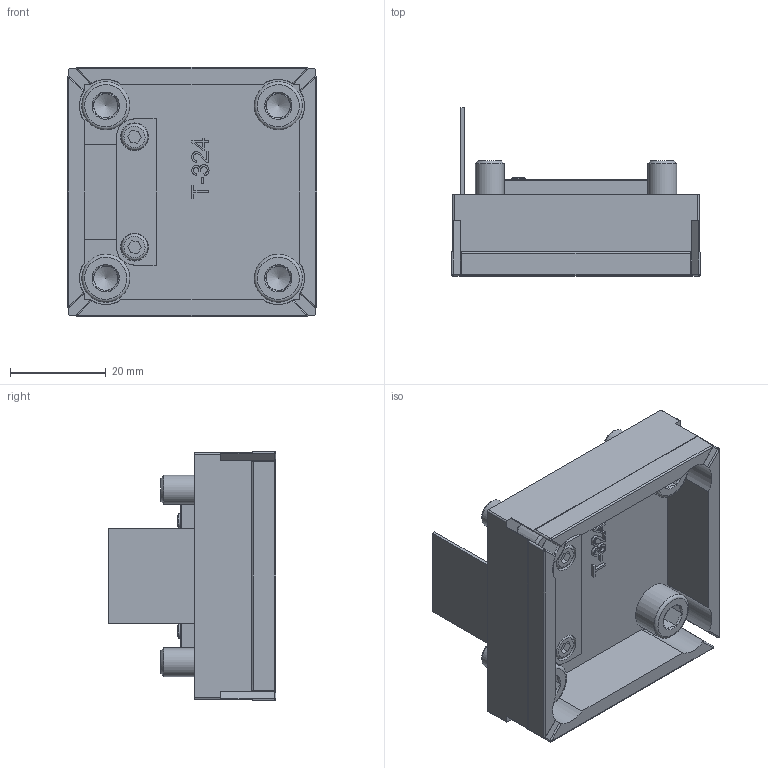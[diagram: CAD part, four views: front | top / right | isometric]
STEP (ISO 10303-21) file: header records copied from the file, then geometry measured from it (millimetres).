
FILE_DESCRIPTION(/* description */ ('Unknown'),/* implementation_level */ '2;1');
FILE_NAME(/* name */ 'A-0000134-Führung50-Teleskop-PA12',/* time_stamp */ '2020-03-19T15:06:44+01:00',/* author */ ('Unknown'),/* organization */ ('Unknown'),/* preprocessor_version */ 'ST-DEVELOPER v16.7',/* originating_system */ 'Solid Edge',/* authorisation */ 'Unknown');
FILE_SCHEMA (('AUTOMOTIVE_DESIGN {1 0 10303 214 3 1 1}'));
Length unit declared in the file: millimetre
Products named in the file (1): A-0000134-Führung50-Teleskop-PA12-dy
Bounding box: 52 x 35.01 x 52 mm (x, y, z)
Volume: 26340.3 mm3; surface area: 17613.3 mm2
Topology: 11 solids, 11 shells, 417 faces, 1038 edges, 660 vertices
Faces by surface type: plane 267, cylinder 74, cone 42, torus 14, bspline 12, sphere 8
Full cylindrical faces by diameter (mm): 2.459 x2, 3 x2, 3.2 x2, 3.3 x2, 5.5 x2, 5.8 x2, 6 x8, 6.3 x4, 10 x4
Entity records: 13514 total; most frequent: CARTESIAN_POINT 2950, DIRECTION 1944, ORIENTED_EDGE 1916, EDGE_CURVE 958, LINE 672, VECTOR 672, VERTEX_POINT 652, AXIS2_PLACEMENT_3D 636
